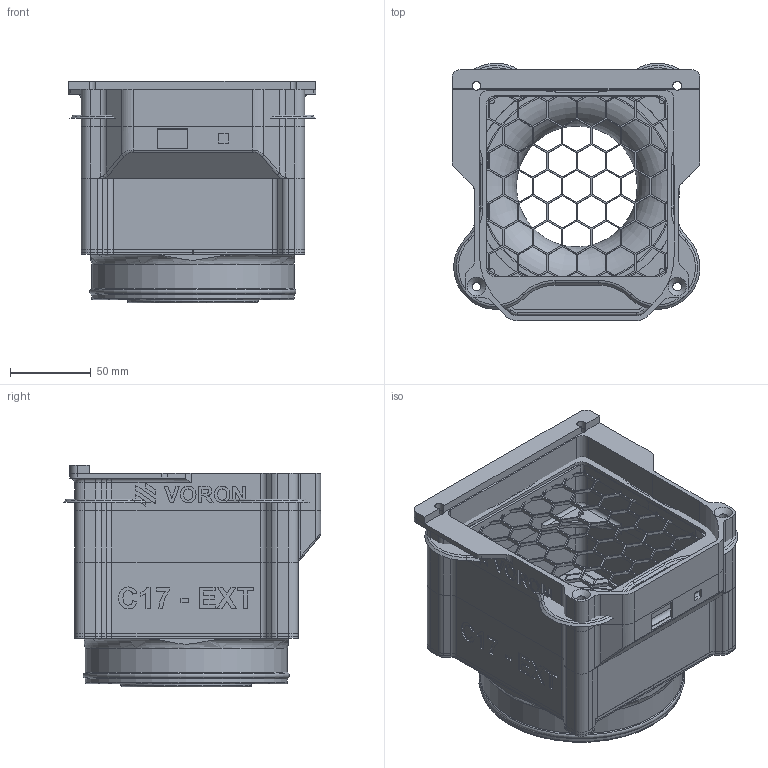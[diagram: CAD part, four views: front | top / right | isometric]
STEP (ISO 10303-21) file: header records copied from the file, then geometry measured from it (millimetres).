
FILE_DESCRIPTION(/* description */ (''),/* implementation_level */ '2;1');
FILE_NAME(/* name */ 'C17-EXT.step',/* time_stamp */ '2022-07-23T16:28:43+02:00',/* author */ (''),/* organization */ (''),/* preprocessor_version */ 'ST-DEVELOPER v19',/* originating_system */ 'Autodesk Translation Framework v11.7.0.108',/* authorisation */ '');
FILE_SCHEMA (('AUTOMOTIVE_DESIGN { 1 0 10303 214 3 1 1 }'));
Products named in the file (11): C17-EXT; 4c - Filter Box Grid Extract 100mm; 3b - Fan Grid With Voron Adapter; 6 - Voron Adapter 2; 1 - Filter Box; 2 - Fan Box; 3a - Fan Grid; 4a - Filter Box Grid; 5 - Voron Adapter 1; 4b - Filter Box Grid Extract 125mm; 7 - Join - V1.1
Assembly tree (10 placements, depth 2):
  C17-EXT
    4c - Filter Box Grid Extract 100mm
    3b - Fan Grid With Voron Adapter
    6 - Voron Adapter 2
    1 - Filter Box
    2 - Fan Box
    3a - Fan Grid
    4a - Filter Box Grid
    5 - Voron Adapter 1
    4b - Filter Box Grid Extract 125mm
    7 - Join - V1.1
Bounding box: 153 x 158.91 x 137 mm (x, y, z)
Volume: 390532.3 mm3; surface area: 303605.6 mm2
Topology: 10 solids, 10 shells, 2630 faces, 7755 edges, 5118 vertices
Faces by surface type: plane 2066, cylinder 307, bspline 138, torus 59, cone 56, sphere 4
Full cylindrical faces by diameter (mm): 3.2 x8, 5.4 x28, 6.5 x8, 12.2 x4, 74.615 x1, 80.615 x2, 119 x1, 125 x2
Entity records: 90327 total; most frequent: CARTESIAN_POINT 19000, ORIENTED_EDGE 15510, DIRECTION 13208, EDGE_CURVE 7755, LINE 6458, VECTOR 6458, VERTEX_POINT 5118, AXIS2_PLACEMENT_3D 3375
